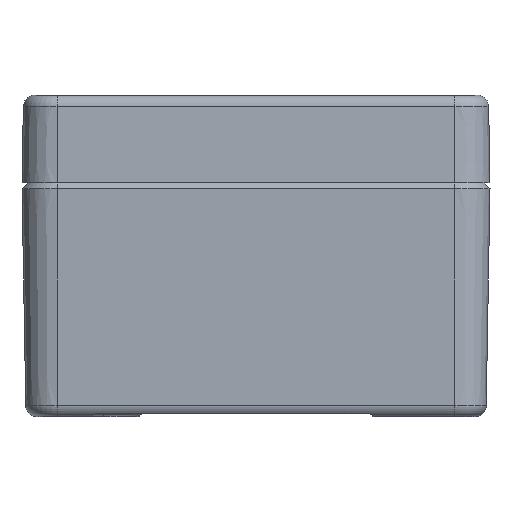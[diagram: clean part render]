
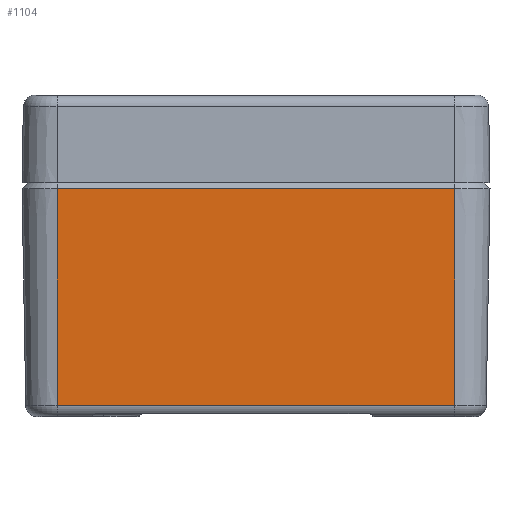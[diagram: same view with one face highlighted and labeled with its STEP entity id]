
A CAD part, left-side view. The second image highlights one B-rep face of the part: STEP entity #1104.
In plain terms, the highlighted planar face has unit normal (-1, 0, -0.018).
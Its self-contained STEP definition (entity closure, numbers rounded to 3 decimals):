
#1091=AXIS2_PLACEMENT_3D('Plane Axis2P3D',#1088,#1089,#1090) ;
#616=CARTESIAN_POINT('Vertex',(0.,6.,39.)) ;
#619=CARTESIAN_POINT('Line Origine',(0.34,6.,19.5)) ;
#623=CARTESIAN_POINT('Vertex',(0.646,6.,1.965)) ;
#708=CARTESIAN_POINT('Line Origine',(0.34,74.,19.5)) ;
#712=CARTESIAN_POINT('Vertex',(0.,74.,39.)) ;
#714=CARTESIAN_POINT('Vertex',(0.646,74.,1.965)) ;
#995=CARTESIAN_POINT('Line Origine',(0.646,40.,1.965)) ;
#1088=CARTESIAN_POINT('Axis2P3D Location',(0.,40.,39.)) ;
#1093=CARTESIAN_POINT('Line Origine',(0.,40.,39.)) ;
#620=DIRECTION('Vector Direction',(-0.017,0.,1.)) ;
#709=DIRECTION('Vector Direction',(-0.017,0.,1.)) ;
#996=DIRECTION('Vector Direction',(0.,-1.,0.)) ;
#1089=DIRECTION('Axis2P3D Direction',(1.,0.,0.017)) ;
#1090=DIRECTION('Axis2P3D XDirection',(0.,1.,0.)) ;
#1094=DIRECTION('Vector Direction',(0.,1.,0.)) ;
#621=VECTOR('Line Direction',#620,1.) ;
#710=VECTOR('Line Direction',#709,1.) ;
#997=VECTOR('Line Direction',#996,1.) ;
#1095=VECTOR('Line Direction',#1094,1.) ;
#1099=ORIENTED_EDGE('',*,*,#999,.F.) ;
#1100=ORIENTED_EDGE('',*,*,#625,.F.) ;
#1101=ORIENTED_EDGE('',*,*,#1097,.F.) ;
#1102=ORIENTED_EDGE('',*,*,#716,.T.) ;
#1104=ADVANCED_FACE('Body',(#1103),#1092,.F.) ;
#625=EDGE_CURVE('',#617,#624,#622,.F.) ;
#716=EDGE_CURVE('',#713,#715,#711,.F.) ;
#999=EDGE_CURVE('',#624,#715,#998,.F.) ;
#1097=EDGE_CURVE('',#713,#617,#1096,.F.) ;
#1098=EDGE_LOOP('',(#1099,#1100,#1101,#1102)) ;
#1103=FACE_OUTER_BOUND('',#1098,.T.) ;
#622=LINE('Line',#619,#621) ;
#711=LINE('Line',#708,#710) ;
#998=LINE('Line',#995,#997) ;
#1096=LINE('Line',#1093,#1095) ;
#1092=PLANE('',#1091) ;
#617=VERTEX_POINT('',#616) ;
#624=VERTEX_POINT('',#623) ;
#713=VERTEX_POINT('',#712) ;
#715=VERTEX_POINT('',#714) ;
